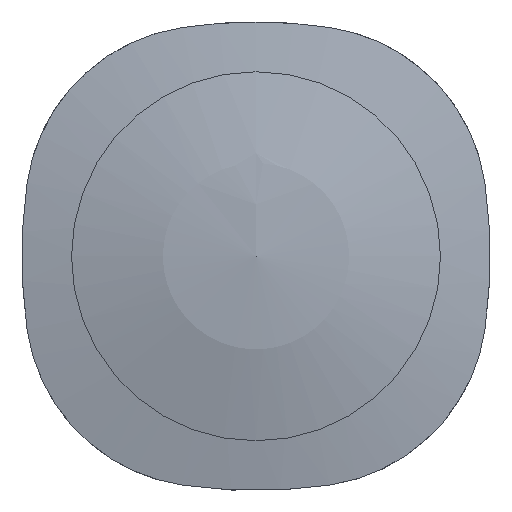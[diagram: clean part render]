
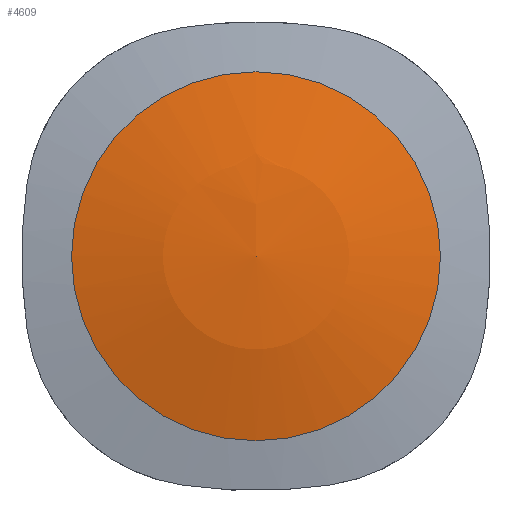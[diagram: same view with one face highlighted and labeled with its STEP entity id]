
A CAD part, top view. The second image highlights one B-rep face of the part: STEP entity #4609.
In plain terms, the highlighted spherical face has radius 40.8 mm.
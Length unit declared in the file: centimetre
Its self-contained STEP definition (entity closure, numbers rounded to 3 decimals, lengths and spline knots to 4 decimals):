
#19=SPHERICAL_SURFACE('',#4972,4.08);
#1177=FACE_OUTER_BOUND('',#1465,.T.);
#1465=EDGE_LOOP('',(#3409));
#1820=CIRCLE('',#4971,1.1025);
#2133=VERTEX_POINT('',#7186);
#2641=EDGE_CURVE('',#2133,#2133,#1820,.T.);
#3409=ORIENTED_EDGE('',*,*,#2641,.T.);
#4609=ADVANCED_FACE('',(#1177),#19,.T.);
#4971=AXIS2_PLACEMENT_3D('',#7187,#5725,#5726);
#4972=AXIS2_PLACEMENT_3D('',#7188,#5727,#5728);
#5725=DIRECTION('center_axis',(0.,0.,
1.));
#5726=DIRECTION('ref_axis',(0.,-1.,0.));
#5727=DIRECTION('center_axis',(0.,0.,
1.));
#5728=DIRECTION('ref_axis',(0.,1.,0.));
#7186=CARTESIAN_POINT('',(0.,-1.1025,2.6621));
#7187=CARTESIAN_POINT('Origin',(0.,0.,
2.6621));
#7188=CARTESIAN_POINT('Origin',(0.,0.,
-1.2661));
